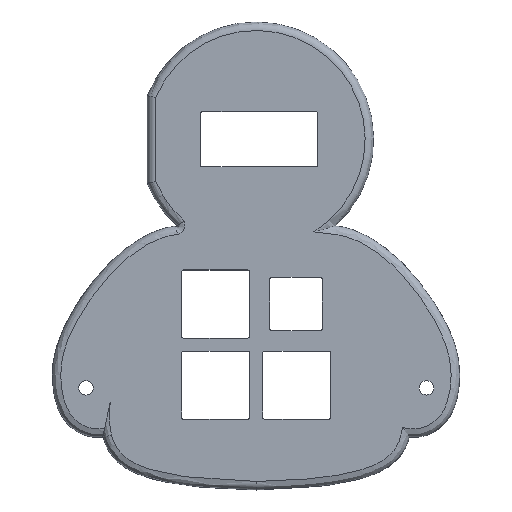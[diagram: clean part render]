
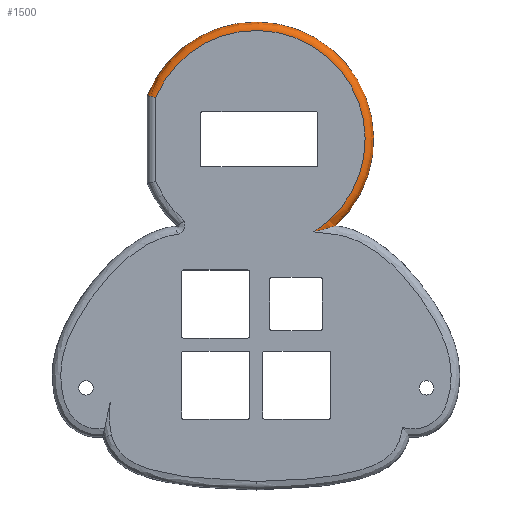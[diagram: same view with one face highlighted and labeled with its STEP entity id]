
A CAD part, top view. The second image highlights one B-rep face of the part: STEP entity #1500.
In plain terms, the highlighted toroidal (fillet/blend) face has major radius 25.58 mm and minor radius 2 mm.
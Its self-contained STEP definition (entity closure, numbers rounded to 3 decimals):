
#16=TOROIDAL_SURFACE('',#1624,25.58,2.);
#68=B_SPLINE_CURVE_WITH_KNOTS('',3,(#3546,#3547,#3548,#3549,#3550,#3551,
#3552,#3553,#3554,#3555,#3556,#3557,#3558,#3559),.UNSPECIFIED.,.F.,.F.,
(4,2,2,2,2,2,4),(-0.318,-0.317,-0.275,
-0.233,-0.154,-0.077,0.),
 .UNSPECIFIED.);
#69=B_SPLINE_CURVE_WITH_KNOTS('',3,(#3565,#3566,#3567,#3568,#3569,#3570,
#3571,#3572,#3573,#3574,#3575,#3576,#3577,#3578),.UNSPECIFIED.,.F.,.F.,
(4,2,2,2,2,2,4),(-0.002,0.,0.36,0.596,
0.728,0.808,0.872),.UNSPECIFIED.);
#146=FACE_OUTER_BOUND('',#233,.T.);
#233=EDGE_LOOP('',(#1197,#1198,#1199,#1200));
#598=CIRCLE('',#1625,25.58);
#599=CIRCLE('',#1626,27.58);
#724=VERTEX_POINT('',#3543);
#725=VERTEX_POINT('',#3545);
#726=VERTEX_POINT('',#3562);
#727=VERTEX_POINT('',#3564);
#902=EDGE_CURVE('',#724,#725,#68,.T.);
#904=EDGE_CURVE('',#724,#726,#598,.T.);
#905=EDGE_CURVE('',#726,#727,#69,.T.);
#906=EDGE_CURVE('',#727,#725,#599,.T.);
#1197=ORIENTED_EDGE('',*,*,#904,.T.);
#1198=ORIENTED_EDGE('',*,*,#905,.T.);
#1199=ORIENTED_EDGE('',*,*,#906,.T.);
#1200=ORIENTED_EDGE('',*,*,#902,.F.);
#1500=ADVANCED_FACE('',(#146),#16,.T.);
#1624=AXIS2_PLACEMENT_3D('',#3561,#1890,#1891);
#1625=AXIS2_PLACEMENT_3D('',#3563,#1892,#1893);
#1626=AXIS2_PLACEMENT_3D('',#3579,#1894,#1895);
#1890=DIRECTION('center_axis',(0.,0.,1.));
#1891=DIRECTION('ref_axis',(1.,0.,0.));
#1892=DIRECTION('center_axis',(0.,0.,-1.));
#1893=DIRECTION('ref_axis',(0.568,0.823,0.));
#1894=DIRECTION('center_axis',(0.,0.,1.));
#1895=DIRECTION('ref_axis',(0.568,0.823,0.));
#3543=CARTESIAN_POINT('',(76.405,-41.773,10.));
#3545=CARTESIAN_POINT('',(74.404,-41.381,8.));
#3546=CARTESIAN_POINT('Ctrl Pts',(76.405,-41.773,10.));
#3547=CARTESIAN_POINT('Ctrl Pts',(76.403,-41.773,10.));
#3548=CARTESIAN_POINT('Ctrl Pts',(76.4,-41.772,10.));
#3549=CARTESIAN_POINT('Ctrl Pts',(76.261,-41.744,10.));
#3550=CARTESIAN_POINT('Ctrl Pts',(76.124,-41.717,9.985));
#3551=CARTESIAN_POINT('Ctrl Pts',(75.855,-41.664,9.928));
#3552=CARTESIAN_POINT('Ctrl Pts',(75.724,-41.638,9.886));
#3553=CARTESIAN_POINT('Ctrl Pts',(75.361,-41.566,9.725));
#3554=CARTESIAN_POINT('Ctrl Pts',(75.145,-41.524,9.575));
#3555=CARTESIAN_POINT('Ctrl Pts',(74.786,-41.454,9.203));
#3556=CARTESIAN_POINT('Ctrl Pts',(74.645,-41.427,8.985));
#3557=CARTESIAN_POINT('Ctrl Pts',(74.454,-41.39,8.509));
#3558=CARTESIAN_POINT('Ctrl Pts',(74.404,-41.381,8.256));
#3559=CARTESIAN_POINT('Ctrl Pts',(74.404,-41.381,8.));
#3561=CARTESIAN_POINT('Origin',(100.008,-51.632,8.));
#3562=CARTESIAN_POINT('',(113.527,-73.348,10.));
#3563=CARTESIAN_POINT('Origin',(100.008,-51.632,10.));
#3564=CARTESIAN_POINT('',(118.666,-71.943,8.));
#3565=CARTESIAN_POINT('Ctrl Pts',(113.527,-73.348,10.));
#3566=CARTESIAN_POINT('Ctrl Pts',(113.533,-73.347,10.));
#3567=CARTESIAN_POINT('Ctrl Pts',(113.539,-73.345,10.));
#3568=CARTESIAN_POINT('Ctrl Pts',(114.716,-73.082,9.999));
#3569=CARTESIAN_POINT('Ctrl Pts',(115.738,-72.813,9.879));
#3570=CARTESIAN_POINT('Ctrl Pts',(117.107,-72.426,9.511));
#3571=CARTESIAN_POINT('Ctrl Pts',(117.548,-72.293,9.324));
#3572=CARTESIAN_POINT('Ctrl Pts',(118.072,-72.132,8.992));
#3573=CARTESIAN_POINT('Ctrl Pts',(118.255,-72.075,8.847));
#3574=CARTESIAN_POINT('Ctrl Pts',(118.484,-72.002,8.57));
#3575=CARTESIAN_POINT('Ctrl Pts',(118.558,-71.978,8.452));
#3576=CARTESIAN_POINT('Ctrl Pts',(118.645,-71.95,8.22));
#3577=CARTESIAN_POINT('Ctrl Pts',(118.666,-71.943,8.112));
#3578=CARTESIAN_POINT('Ctrl Pts',(118.666,-71.943,8.));
#3579=CARTESIAN_POINT('Origin',(100.008,-51.632,8.));
